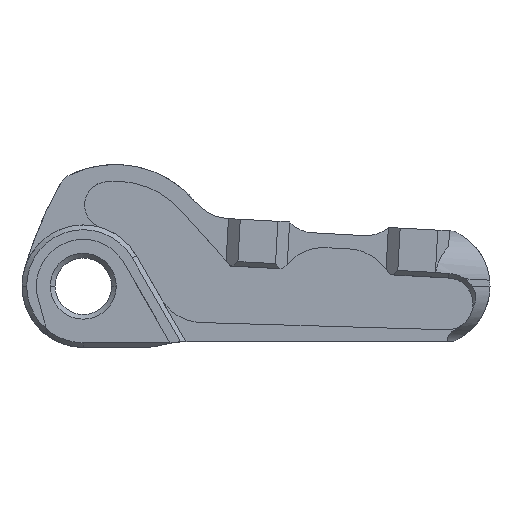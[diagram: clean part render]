
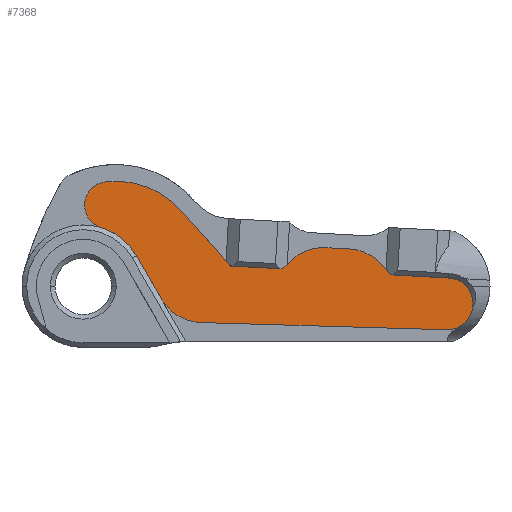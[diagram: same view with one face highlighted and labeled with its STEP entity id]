
A CAD part, top view. The second image highlights one B-rep face of the part: STEP entity #7368.
In plain terms, the highlighted planar face has unit normal (0, 0, 1).
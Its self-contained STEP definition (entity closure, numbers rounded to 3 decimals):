
#50 = CARTESIAN_POINT ( 'NONE',  ( 0.605, 10.983, 6. ) ) ;
#103 = VERTEX_POINT ( 'NONE', #4707 ) ;
#146 = EDGE_CURVE ( 'NONE', #3718, #7497, #7438, .T. ) ;
#149 = AXIS2_PLACEMENT_3D ( 'NONE', #4753, #6481, #3525 ) ;
#185 = CIRCLE ( 'NONE', #5311, 5. ) ;
#307 = CARTESIAN_POINT ( 'NONE',  ( 31.283, 4.286, 6. ) ) ;
#323 = EDGE_CURVE ( 'NONE', #6458, #103, #7040, .T. ) ;
#356 = CARTESIAN_POINT ( 'NONE',  ( 16.983, -18.962, 6. ) ) ;
#416 = VECTOR ( 'NONE', #4895, 1000. ) ;
#420 = EDGE_LOOP ( 'NONE', ( #2296, #6772, #3586, #5745, #5461, #6823, #4155, #2015, #1365, #423, #4943, #2024, #475, #7506, #4055, #3820 ) ) ;
#423 = ORIENTED_EDGE ( 'NONE', *, *, #5288, .T. ) ;
#475 = ORIENTED_EDGE ( 'NONE', *, *, #5445, .T. ) ;
#479 = CARTESIAN_POINT ( 'NONE',  ( 11.258, 6.5, 6. ) ) ;
#483 = VERTEX_POINT ( 'NONE', #7510 ) ;
#493 = DIRECTION ( 'NONE',  ( 1., 0., 0. ) ) ;
#643 = VERTEX_POINT ( 'NONE', #5967 ) ;
#667 = EDGE_CURVE ( 'NONE', #3378, #4763, #6025, .T. ) ;
#1046 = CARTESIAN_POINT ( 'NONE',  ( 77.561, 1.738, 6. ) ) ;
#1048 = DIRECTION ( 'NONE',  ( 0., 0., -1. ) ) ;
#1087 = VERTEX_POINT ( 'NONE', #479 ) ;
#1102 = EDGE_CURVE ( 'NONE', #643, #3187, #1145, .T. ) ;
#1143 = CARTESIAN_POINT ( 'NONE',  ( 56.52, 7.904, 6. ) ) ;
#1145 = LINE ( 'NONE', #5958, #6411 ) ;
#1172 = CIRCLE ( 'NONE', #3647, 10. ) ;
#1191 = DIRECTION ( 'NONE',  ( 1., 0., 0. ) ) ;
#1277 = AXIS2_PLACEMENT_3D ( 'NONE', #1708, #3020, #493 ) ;
#1365 = ORIENTED_EDGE ( 'NONE', *, *, #2184, .T. ) ;
#1463 = CARTESIAN_POINT ( 'NONE',  ( 37.398, 33.494, 6. ) ) ;
#1614 = DIRECTION ( 'NONE',  ( -0.667, 0.745, 0. ) ) ;
#1708 = CARTESIAN_POINT ( 'NONE',  ( 77.259, -3.754, 6. ) ) ;
#1792 = AXIS2_PLACEMENT_3D ( 'NONE', #6195, #5015, #6830 ) ;
#1812 = CARTESIAN_POINT ( 'NONE',  ( 43.32, 4.625, 6. ) ) ;
#1832 = VERTEX_POINT ( 'NONE', #1886 ) ;
#1833 = CARTESIAN_POINT ( 'NONE',  ( 0., 0., 6. ) ) ;
#1865 = DIRECTION ( 'NONE',  ( -0.998, 0.055, 0. ) ) ;
#1886 = CARTESIAN_POINT ( 'NONE',  ( 65.232, 2.417, 6. ) ) ;
#1892 = CARTESIAN_POINT ( 'NONE',  ( 3.824, 12.425, 6. ) ) ;
#1936 = EDGE_CURVE ( 'NONE', #1832, #6498, #3395, .T. ) ;
#1943 = DIRECTION ( 'NONE',  ( 1., 0., 0. ) ) ;
#2006 = CARTESIAN_POINT ( 'NONE',  ( 4.736, 22.172, 6. ) ) ;
#2015 = ORIENTED_EDGE ( 'NONE', *, *, #4343, .T. ) ;
#2024 = ORIENTED_EDGE ( 'NONE', *, *, #146, .T. ) ;
#2054 = VECTOR ( 'NONE', #2960, 1000. ) ;
#2157 = VECTOR ( 'NONE', #1614, 1000. ) ;
#2184 = EDGE_CURVE ( 'NONE', #7038, #2226, #2428, .T. ) ;
#2226 = VERTEX_POINT ( 'NONE', #4228 ) ;
#2251 = DIRECTION ( 'NONE',  ( 1., 0., 0. ) ) ;
#2266 = AXIS2_PLACEMENT_3D ( 'NONE', #6459, #4731, #2251 ) ;
#2296 = ORIENTED_EDGE ( 'NONE', *, *, #3364, .T. ) ;
#2378 = EDGE_CURVE ( 'NONE', #5775, #3718, #6905, .T. ) ;
#2395 = CIRCLE ( 'NONE', #2266, 13. ) ;
#2415 = EDGE_CURVE ( 'NONE', #483, #643, #6404, .T. ) ;
#2428 = LINE ( 'NONE', #50, #416 ) ;
#2445 = CARTESIAN_POINT ( 'NONE',  ( 64.288, 3.471, 6. ) ) ;
#2452 = FACE_OUTER_BOUND ( 'NONE', #420, .T. ) ;
#2486 = CARTESIAN_POINT ( 'NONE',  ( 55.97, -2.081, 6. ) ) ;
#2526 = VECTOR ( 'NONE', #7720, 1000. ) ;
#2690 = AXIS2_PLACEMENT_3D ( 'NONE', #6972, #1048, #2795 ) ;
#2731 = DIRECTION ( 'NONE',  ( 0., 0., 1. ) ) ;
#2795 = DIRECTION ( 'NONE',  ( 1., 0., 0. ) ) ;
#2833 = CARTESIAN_POINT ( 'NONE',  ( 11.258, 6.5, 6. ) ) ;
#2911 = AXIS2_PLACEMENT_3D ( 'NONE', #4381, #2731, #5131 ) ;
#2960 = DIRECTION ( 'NONE',  ( -0.667, 0.745, 0. ) ) ;
#2970 = EDGE_CURVE ( 'NONE', #5680, #1087, #2395, .T. ) ;
#3020 = DIRECTION ( 'NONE',  ( 0., 0., -1. ) ) ;
#3187 = VERTEX_POINT ( 'NONE', #4766 ) ;
#3348 = DIRECTION ( 'NONE',  ( -0.745, -0.667, 0. ) ) ;
#3364 = EDGE_CURVE ( 'NONE', #1087, #483, #7636, .T. ) ;
#3378 = VERTEX_POINT ( 'NONE', #7128 ) ;
#3395 = LINE ( 'NONE', #1463, #2157 ) ;
#3514 = DIRECTION ( 'NONE',  ( 1., -0.029, 0. ) ) ;
#3525 = DIRECTION ( 'NONE',  ( 1., 0., 0. ) ) ;
#3586 = ORIENTED_EDGE ( 'NONE', *, *, #1102, .T. ) ;
#3587 = LINE ( 'NONE', #3743, #2054 ) ;
#3647 = AXIS2_PLACEMENT_3D ( 'NONE', #2486, #7324, #1943 ) ;
#3687 = CIRCLE ( 'NONE', #2690, 5.5 ) ;
#3718 = VERTEX_POINT ( 'NONE', #4003 ) ;
#3743 = CARTESIAN_POINT ( 'NONE',  ( 19.489, 17.455, 6. ) ) ;
#3774 = LINE ( 'NONE', #6179, #6930 ) ;
#3820 = ORIENTED_EDGE ( 'NONE', *, *, #2970, .T. ) ;
#4003 = CARTESIAN_POINT ( 'NONE',  ( 42.266, 3.682, 6. ) ) ;
#4055 = ORIENTED_EDGE ( 'NONE', *, *, #5876, .T. ) ;
#4155 = ORIENTED_EDGE ( 'NONE', *, *, #1936, .T. ) ;
#4228 = CARTESIAN_POINT ( 'NONE',  ( 51.528, 8.179, 6. ) ) ;
#4343 = EDGE_CURVE ( 'NONE', #6498, #7038, #1172, .T. ) ;
#4381 = CARTESIAN_POINT ( 'NONE',  ( 50.978, -1.806, 6. ) ) ;
#4437 = EDGE_CURVE ( 'NONE', #6458, #1832, #3774, .T. ) ;
#4707 = CARTESIAN_POINT ( 'NONE',  ( 82.759, -3.754, 6. ) ) ;
#4731 = DIRECTION ( 'NONE',  ( 0., 0., -1. ) ) ;
#4737 = DIRECTION ( 'NONE',  ( 1., 0., 0. ) ) ;
#4753 = CARTESIAN_POINT ( 'NONE',  ( 6.821, 3.627, 6. ) ) ;
#4763 = VERTEX_POINT ( 'NONE', #2006 ) ;
#4766 = CARTESIAN_POINT ( 'NONE',  ( 77.097, -9.251, 6. ) ) ;
#4825 = CARTESIAN_POINT ( 'NONE',  ( 0.33, 5.991, 6. ) ) ;
#4851 = PLANE ( 'NONE',  #6199 ) ;
#4895 = DIRECTION ( 'NONE',  ( -0.998, 0.055, 0. ) ) ;
#4943 = ORIENTED_EDGE ( 'NONE', *, *, #2378, .T. ) ;
#5015 = DIRECTION ( 'NONE',  ( 0., 0., 1. ) ) ;
#5131 = DIRECTION ( 'NONE',  ( 1., 0., 0. ) ) ;
#5288 = EDGE_CURVE ( 'NONE', #2226, #5775, #6817, .T. ) ;
#5311 = AXIS2_PLACEMENT_3D ( 'NONE', #6559, #7701, #1191 ) ;
#5396 = VECTOR ( 'NONE', #3348, 1000. ) ;
#5445 = EDGE_CURVE ( 'NONE', #7497, #3378, #3587, .T. ) ;
#5461 = ORIENTED_EDGE ( 'NONE', *, *, #323, .F. ) ;
#5590 = DIRECTION ( 'NONE',  ( -0.998, 0.055, 0. ) ) ;
#5680 = VERTEX_POINT ( 'NONE', #1892 ) ;
#5745 = ORIENTED_EDGE ( 'NONE', *, *, #7498, .F. ) ;
#5775 = VERTEX_POINT ( 'NONE', #1812 ) ;
#5876 = EDGE_CURVE ( 'NONE', #4763, #5680, #185, .T. ) ;
#5949 = DIRECTION ( 'NONE',  ( 0., 0., 1. ) ) ;
#5958 = CARTESIAN_POINT ( 'NONE',  ( -0.205, -6.978, 6. ) ) ;
#5967 = CARTESIAN_POINT ( 'NONE',  ( 24.949, -7.718, 6. ) ) ;
#6025 = CIRCLE ( 'NONE', #149, 18.662 ) ;
#6179 = CARTESIAN_POINT ( 'NONE',  ( 0.33, 5.991, 6. ) ) ;
#6195 = CARTESIAN_POINT ( 'NONE',  ( 25.243, 2.278, 6. ) ) ;
#6199 = AXIS2_PLACEMENT_3D ( 'NONE', #1833, #5949, #4737 ) ;
#6404 = CIRCLE ( 'NONE', #1792, 10. ) ;
#6411 = VECTOR ( 'NONE', #3514, 1000. ) ;
#6458 = VERTEX_POINT ( 'NONE', #1046 ) ;
#6459 = CARTESIAN_POINT ( 'NONE',  ( 0., 0., 6. ) ) ;
#6481 = DIRECTION ( 'NONE',  ( 0., 0., 1. ) ) ;
#6498 = VERTEX_POINT ( 'NONE', #2445 ) ;
#6559 = CARTESIAN_POINT ( 'NONE',  ( 5.295, 17.204, 6. ) ) ;
#6656 = VECTOR ( 'NONE', #5590, 1000. ) ;
#6772 = ORIENTED_EDGE ( 'NONE', *, *, #2415, .T. ) ;
#6817 = CIRCLE ( 'NONE', #2911, 10. ) ;
#6823 = ORIENTED_EDGE ( 'NONE', *, *, #4437, .T. ) ;
#6830 = DIRECTION ( 'NONE',  ( 1., 0., 0. ) ) ;
#6905 = LINE ( 'NONE', #356, #5396 ) ;
#6930 = VECTOR ( 'NONE', #1865, 1000. ) ;
#6972 = CARTESIAN_POINT ( 'NONE',  ( 77.259, -3.754, 6. ) ) ;
#7038 = VERTEX_POINT ( 'NONE', #1143 ) ;
#7040 = CIRCLE ( 'NONE', #1277, 5.5 ) ;
#7128 = CARTESIAN_POINT ( 'NONE',  ( 20.723, 16.078, 6. ) ) ;
#7324 = DIRECTION ( 'NONE',  ( 0., 0., 1. ) ) ;
#7368 = ADVANCED_FACE ( 'NONE', ( #2452 ), #4851, .T. ) ;
#7438 = LINE ( 'NONE', #4825, #6656 ) ;
#7497 = VERTEX_POINT ( 'NONE', #307 ) ;
#7498 = EDGE_CURVE ( 'NONE', #103, #3187, #3687, .T. ) ;
#7506 = ORIENTED_EDGE ( 'NONE', *, *, #667, .T. ) ;
#7510 = CARTESIAN_POINT ( 'NONE',  ( 16.583, -2.722, 6. ) ) ;
#7636 = LINE ( 'NONE', #2833, #2526 ) ;
#7701 = DIRECTION ( 'NONE',  ( 0., 0., 1. ) ) ;
#7720 = DIRECTION ( 'NONE',  ( 0.5, -0.866, 0. ) ) ;
